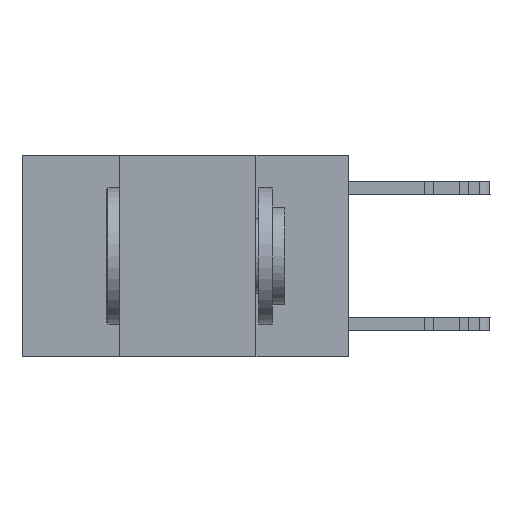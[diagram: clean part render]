
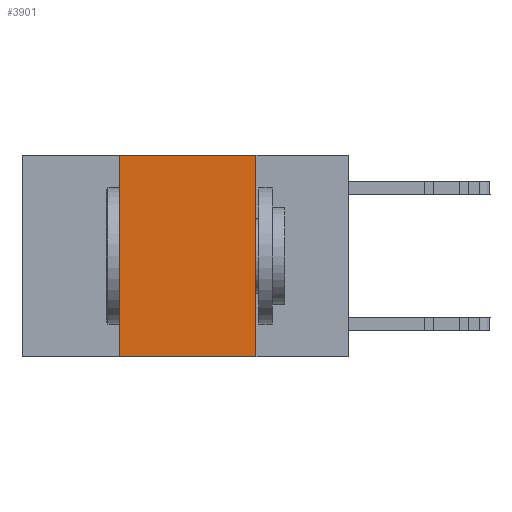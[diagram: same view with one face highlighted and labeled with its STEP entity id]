
A CAD part, left-side view. The second image highlights one B-rep face of the part: STEP entity #3901.
In plain terms, the highlighted planar face has unit normal (-1, 0, 0).
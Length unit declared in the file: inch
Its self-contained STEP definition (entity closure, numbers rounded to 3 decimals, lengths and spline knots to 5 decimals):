
#1400 = VERTEX_POINT ( 'NONE', #18077 ) ;
#1690 = CARTESIAN_POINT ( 'NONE',  ( 0., 0.17, -0.37 ) ) ;
#2162 = DIRECTION ( 'NONE',  ( 0., -1., 0. ) ) ;
#2196 = CARTESIAN_POINT ( 'NONE',  ( 0., 0.6, 0. ) ) ;
#2348 = EDGE_CURVE ( 'NONE', #9806, #29042, #31047, .T. ) ;
#3127 = DIRECTION ( 'NONE',  ( 0., -1., 0. ) ) ;
#3170 = DIRECTION ( 'NONE',  ( 0., 0., -1. ) ) ;
#3179 = DIRECTION ( 'NONE',  ( 1., 0., 0. ) ) ;
#3271 = CARTESIAN_POINT ( 'NONE',  ( 0., 0.6, 0. ) ) ;
#3381 = PLANE ( 'NONE',  #11395 ) ;
#3901 = ADVANCED_FACE ( 'NONE', ( #8982 ), #3381, .F. ) ;
#5638 = EDGE_LOOP ( 'NONE', ( #8743, #9977, #12083, #13301 ) ) ;
#5916 = EDGE_CURVE ( 'NONE', #1400, #6934, #21981, .T. ) ;
#6934 = VERTEX_POINT ( 'NONE', #1690 ) ;
#7137 = VECTOR ( 'NONE', #2162, 39.37008 ) ;
#7570 = LINE ( 'NONE', #2196, #7137 ) ;
#8743 = ORIENTED_EDGE ( 'NONE', *, *, #5916, .F. ) ;
#8982 = FACE_OUTER_BOUND ( 'NONE', #5638, .T. ) ;
#9806 = VERTEX_POINT ( 'NONE', #18695 ) ;
#9977 = ORIENTED_EDGE ( 'NONE', *, *, #10704, .F. ) ;
#10704 = EDGE_CURVE ( 'NONE', #29042, #1400, #7570, .T. ) ;
#10834 = CARTESIAN_POINT ( 'NONE',  ( 0., 0.6, -0.37 ) ) ;
#11395 = AXIS2_PLACEMENT_3D ( 'NONE', #3271, #3179, #3170 ) ;
#11716 = LINE ( 'NONE', #10834, #17550 ) ;
#12083 = ORIENTED_EDGE ( 'NONE', *, *, #2348, .F. ) ;
#13301 = ORIENTED_EDGE ( 'NONE', *, *, #23336, .T. ) ;
#13434 = CARTESIAN_POINT ( 'NONE',  ( 0., 0.17, 0. ) ) ;
#14689 = DIRECTION ( 'NONE',  ( 0., 0., -1. ) ) ;
#17550 = VECTOR ( 'NONE', #3127, 39.37008 ) ;
#18077 = CARTESIAN_POINT ( 'NONE',  ( 0., 0.17, 0. ) ) ;
#18695 = CARTESIAN_POINT ( 'NONE',  ( 0., 0.42, -0.37 ) ) ;
#21792 = VECTOR ( 'NONE', #14689, 39.37008 ) ;
#21981 = LINE ( 'NONE', #13434, #21792 ) ;
#23336 = EDGE_CURVE ( 'NONE', #9806, #6934, #11716, .T. ) ;
#25954 = CARTESIAN_POINT ( 'NONE',  ( 0., 0.42, 0. ) ) ;
#26399 = DIRECTION ( 'NONE',  ( 0., 0., 1. ) ) ;
#28390 = CARTESIAN_POINT ( 'NONE',  ( 0., 0.42, 0. ) ) ;
#29042 = VERTEX_POINT ( 'NONE', #28390 ) ;
#30763 = VECTOR ( 'NONE', #26399, 39.37008 ) ;
#31047 = LINE ( 'NONE', #25954, #30763 ) ;
